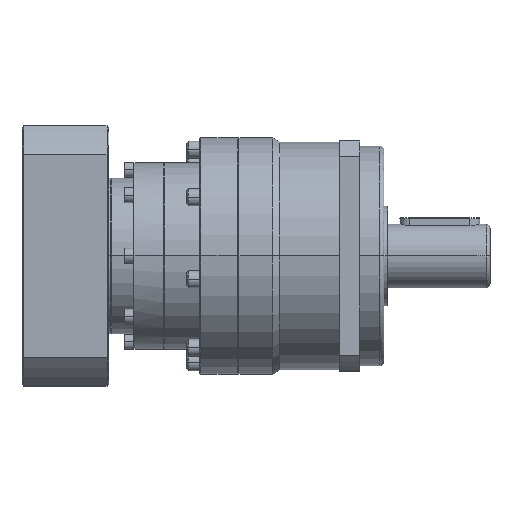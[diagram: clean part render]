
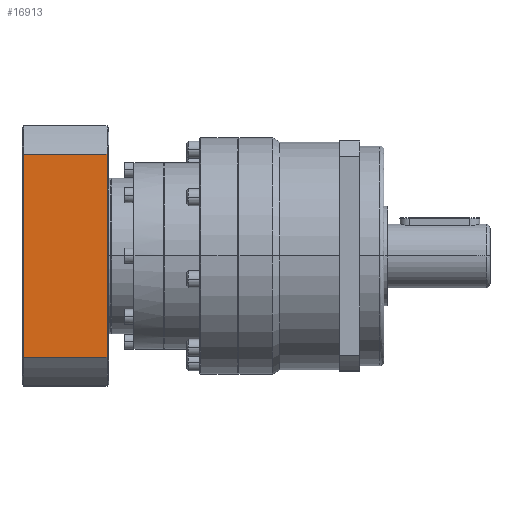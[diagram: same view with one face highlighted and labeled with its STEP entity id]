
A CAD part, top view. The second image highlights one B-rep face of the part: STEP entity #16913.
In plain terms, the highlighted face is planar.
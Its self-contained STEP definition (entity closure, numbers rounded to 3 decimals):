
#313 = CARTESIAN_POINT ( 'NONE',  ( 65., -50.806, 46.2 ) ) ;
#1147 = VECTOR ( 'NONE', #12190, 1000. ) ;
#2480 = CARTESIAN_POINT ( 'NONE',  ( 65., -50.806, 47. ) ) ;
#3257 = VERTEX_POINT ( 'NONE', #11482 ) ;
#4352 = VERTEX_POINT ( 'NONE', #13497 ) ;
#4362 = DIRECTION ( 'NONE',  ( 0., -1., 0. ) ) ;
#5373 = EDGE_LOOP ( 'NONE', ( #17415, #18444, #12975, #8939 ) ) ;
#5647 = EDGE_CURVE ( 'NONE', #9537, #8853, #22152, .T. ) ;
#6619 = CARTESIAN_POINT ( 'NONE',  ( 65., -25.403, 4.5 ) ) ;
#8086 = CARTESIAN_POINT ( 'NONE',  ( 65., 50.806, 4.5 ) ) ;
#8853 = VERTEX_POINT ( 'NONE', #11493 ) ;
#8939 = ORIENTED_EDGE ( 'NONE', *, *, #5647, .F. ) ;
#9252 = CARTESIAN_POINT ( 'NONE',  ( 65., -50.806, 47. ) ) ;
#9537 = VERTEX_POINT ( 'NONE', #8086 ) ;
#9856 = EDGE_CURVE ( 'NONE', #3257, #4352, #11833, .T. ) ;
#10787 = VECTOR ( 'NONE', #12003, 1000. ) ;
#11482 = CARTESIAN_POINT ( 'NONE',  ( 65., -50.806, 46.2 ) ) ;
#11493 = CARTESIAN_POINT ( 'NONE',  ( 65., -50.806, 4.5 ) ) ;
#11589 = PLANE ( 'NONE',  #14163 ) ;
#11833 = LINE ( 'NONE', #313, #20784 ) ;
#12003 = DIRECTION ( 'NONE',  ( 0., 0., -1. ) ) ;
#12190 = DIRECTION ( 'NONE',  ( 0., -1., 0. ) ) ;
#12975 = ORIENTED_EDGE ( 'NONE', *, *, #16516, .F. ) ;
#12984 = EDGE_CURVE ( 'NONE', #4352, #9537, #20308, .T. ) ;
#13497 = CARTESIAN_POINT ( 'NONE',  ( 65., 50.806, 46.2 ) ) ;
#13568 = CARTESIAN_POINT ( 'NONE',  ( 65., 50.806, 0. ) ) ;
#14163 = AXIS2_PLACEMENT_3D ( 'NONE', #2480, #15186, #4362 ) ;
#15186 = DIRECTION ( 'NONE',  ( -1., 0., 0. ) ) ;
#16516 = EDGE_CURVE ( 'NONE', #8853, #3257, #23418, .T. ) ;
#16913 = ADVANCED_FACE ( 'NONE', ( #18001 ), #11589, .F. ) ;
#17415 = ORIENTED_EDGE ( 'NONE', *, *, #12984, .F. ) ;
#18001 = FACE_OUTER_BOUND ( 'NONE', #5373, .T. ) ;
#18115 = VECTOR ( 'NONE', #20020, 1000. ) ;
#18444 = ORIENTED_EDGE ( 'NONE', *, *, #9856, .F. ) ;
#18641 = DIRECTION ( 'NONE',  ( 0., 1., 0. ) ) ;
#20020 = DIRECTION ( 'NONE',  ( 0., 0., 1. ) ) ;
#20308 = LINE ( 'NONE', #13568, #10787 ) ;
#20784 = VECTOR ( 'NONE', #18641, 1000. ) ;
#22152 = LINE ( 'NONE', #6619, #1147 ) ;
#23418 = LINE ( 'NONE', #9252, #18115 ) ;
